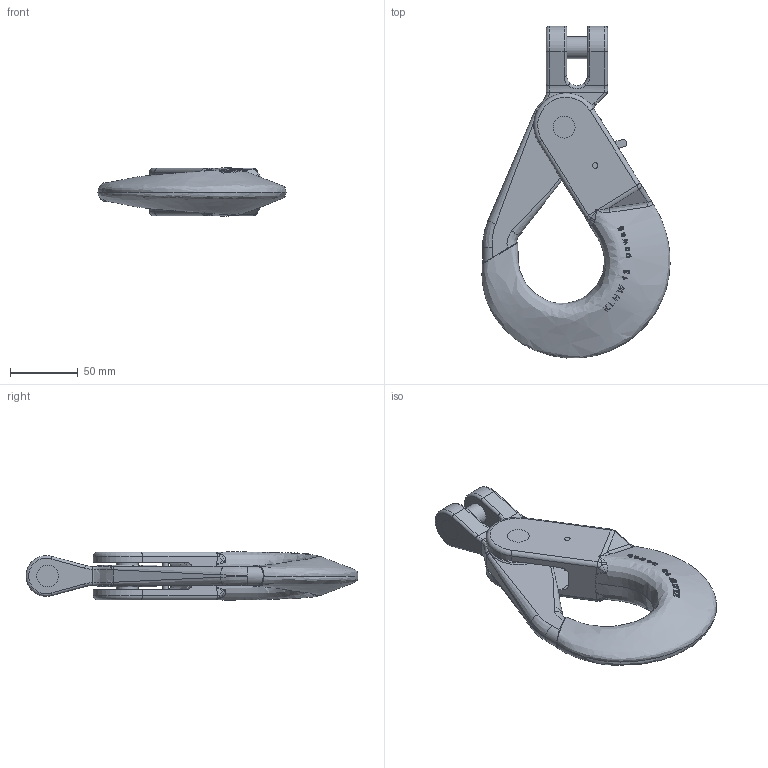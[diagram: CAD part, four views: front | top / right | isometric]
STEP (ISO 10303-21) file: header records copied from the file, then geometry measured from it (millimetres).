
FILE_DESCRIPTION(/* description */ (''),/* implementation_level */ '2;1');
FILE_NAME(/* name */ 'pewag_KLHW_13',/* time_stamp */ '2010-02-04T12:08:01+01:00',/* author */ (''),/* organization */ (''),/* preprocessor_version */ 'ST-DEVELOPER v9',/* originating_system */ 'UGS - NX 4.0',/* authorisation */ '');
FILE_SCHEMA (('AUTOMOTIVE_DESIGN { 1 0 10303 214 1 1 1 1 }'));
Length unit declared in the file: millimetre
Products named in the file (1): rit613Eazmo
Bounding box: 138.39 x 244.2 x 35.44 mm (x, y, z)
Volume: 362393.4 mm3; surface area: 72246.8 mm2
Topology: 6 solids, 6 shells, 350 faces, 912 edges, 587 vertices
Faces by surface type: plane 121, extrusion 89, cylinder 63, bspline 59, torus 18
Full cylindrical faces by diameter (mm): 4 x3, 5.4 x1, 16 x7
Entity records: 18840 total; most frequent: CARTESIAN_POINT 11265, ORIENTED_EDGE 1784, DIRECTION 1100, EDGE_CURVE 892, VERTEX_POINT 582, B_SPLINE_CURVE_WITH_KNOTS 517, EDGE_LOOP 394, VECTOR 372
